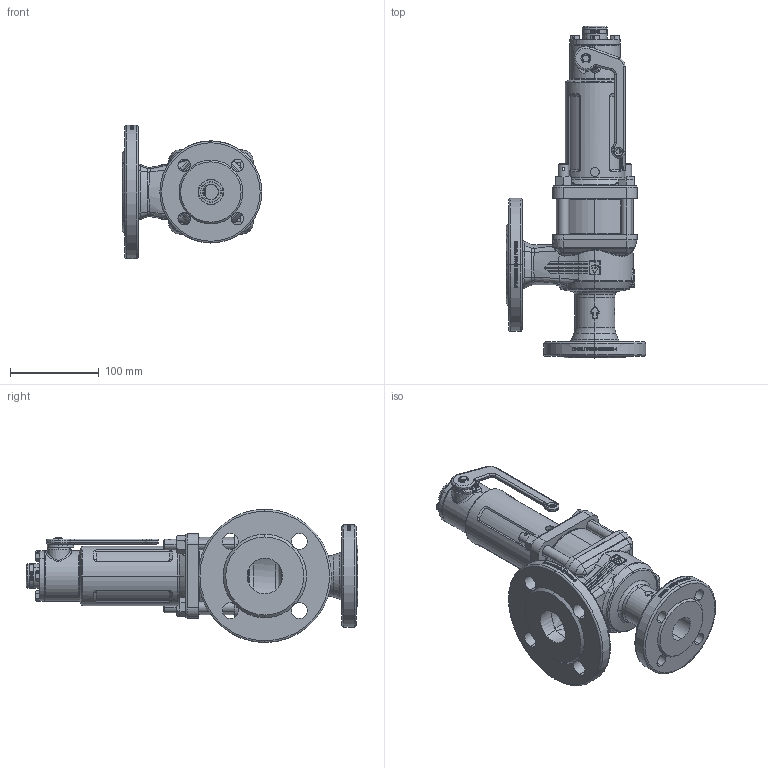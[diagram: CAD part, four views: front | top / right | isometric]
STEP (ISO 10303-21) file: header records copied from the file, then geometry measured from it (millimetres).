
FILE_DESCRIPTION (( 'STEP AP214' ), '1' );
FILE_NAME ('455BGFL_25_FLFL_2540_MD.STEP', '2020-08-26T13:43:04', ( '' ), ( '' ), 'SwSTEP 2.0', 'SolidWorks 2020', '' );
FILE_SCHEMA (( 'AUTOMOTIVE_DESIGN' ));
Length unit declared in the file: millimetre
Products named in the file (1): 455BGFL_25_FLFL_2540_MD
Bounding box: 157.5 x 374 x 150 mm (x, y, z)
Volume: 1146677.9 mm3; surface area: 319352.8 mm2
Topology: 22 solids, 22 shells, 2098 faces, 5671 edges, 3793 vertices
Faces by surface type: bspline 597, cylinder 576, plane 546, cone 230, torus 123, sphere 26
Entity records: 155969 total; most frequent: CARTESIAN_POINT 83885, ORIENTED_EDGE 11264, DIRECTION 8610, EDGE_CURVE 5632, VERTEX_POINT 3790, AXIS2_PLACEMENT_3D 3479, EDGE_LOOP 2392, UNCERTAINTY_MEASURE_WITH_UNIT 2115
